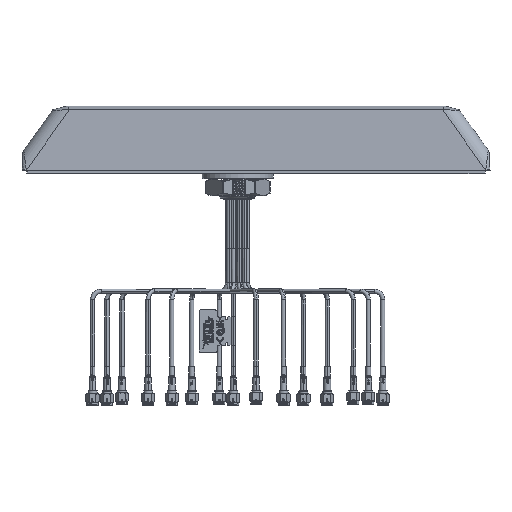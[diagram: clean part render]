
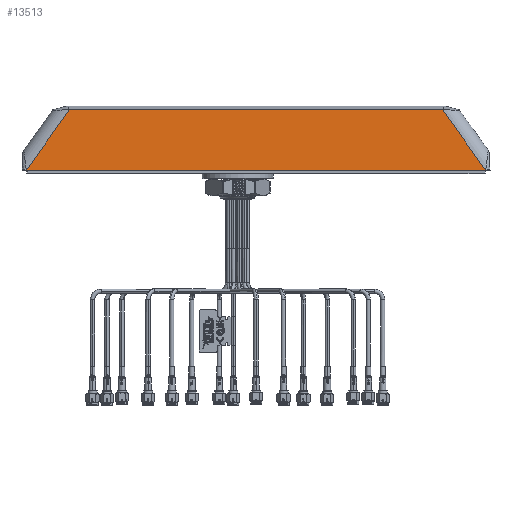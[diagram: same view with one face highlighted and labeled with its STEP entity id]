
A CAD part, top view. The second image highlights one B-rep face of the part: STEP entity #13513.
In plain terms, the highlighted planar face has unit normal (0, 0.052, 0.999).
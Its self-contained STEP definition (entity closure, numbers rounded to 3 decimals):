
#495 = VECTOR ( 'NONE', #76815, 1000. ) ;
#2226 = CARTESIAN_POINT ( 'NONE',  ( -165., 0., 37.75 ) ) ;
#5511 = DIRECTION ( 'NONE',  ( 0.584, 0.811, -0.042 ) ) ;
#12831 = LINE ( 'NONE', #61556, #102230 ) ;
#13513 = ADVANCED_FACE ( 'NONE', ( #40518 ), #97218, .F. ) ;
#13695 = DIRECTION ( 'NONE',  ( 0., 0.999, -0.052 ) ) ;
#15761 = EDGE_CURVE ( 'NONE', #29060, #56624, #27945, .T. ) ;
#16059 = VECTOR ( 'NONE', #61511, 1000. ) ;
#20125 = VECTOR ( 'NONE', #61552, 1000. ) ;
#22345 = EDGE_LOOP ( 'NONE', ( #41823, #81830, #44471, #46983, #67921, #78112 ) ) ;
#27795 = EDGE_CURVE ( 'NONE', #86568, #48411, #35492, .T. ) ;
#27945 = LINE ( 'NONE', #29748, #32804 ) ;
#28497 = EDGE_CURVE ( 'NONE', #67493, #116514, #12831, .T. ) ;
#29060 = VERTEX_POINT ( 'NONE', #110766 ) ;
#29748 = CARTESIAN_POINT ( 'NONE',  ( -165., -0.2, 37.76 ) ) ;
#30636 = CARTESIAN_POINT ( 'NONE',  ( 162.012, -0.156, 37.758 ) ) ;
#32804 = VECTOR ( 'NONE', #47432, 1000. ) ;
#35492 = LINE ( 'NONE', #73863, #53484 ) ;
#38560 = CARTESIAN_POINT ( 'NONE',  ( -131.49, 42.282, 35.534 ) ) ;
#40518 = FACE_OUTER_BOUND ( 'NONE', #22345, .T. ) ;
#40764 = EDGE_CURVE ( 'NONE', #29060, #67493, #82487, .T. ) ;
#41823 = ORIENTED_EDGE ( 'NONE', *, *, #27795, .T. ) ;
#44471 = ORIENTED_EDGE ( 'NONE', *, *, #28497, .F. ) ;
#46983 = ORIENTED_EDGE ( 'NONE', *, *, #40764, .F. ) ;
#47432 = DIRECTION ( 'NONE',  ( 1., 0., 0. ) ) ;
#48288 = CARTESIAN_POINT ( 'NONE',  ( 131.49, 42.282, 35.534 ) ) ;
#48411 = VERTEX_POINT ( 'NONE', #48288 ) ;
#49468 = EDGE_CURVE ( 'NONE', #56624, #86568, #58643, .T. ) ;
#53484 = VECTOR ( 'NONE', #55578, 1000. ) ;
#55578 = DIRECTION ( 'NONE',  ( -0.584, 0.811, -0.042 ) ) ;
#56624 = VERTEX_POINT ( 'NONE', #102963 ) ;
#57355 = AXIS2_PLACEMENT_3D ( 'NONE', #2226, #57635, #13695 ) ;
#57635 = DIRECTION ( 'NONE',  ( 0., -0.052, -0.999 ) ) ;
#58643 = LINE ( 'NONE', #30636, #16059 ) ;
#61511 = DIRECTION ( 'NONE',  ( -0.052, 0.997, -0.052 ) ) ;
#61552 = DIRECTION ( 'NONE',  ( 0.052, 0.997, -0.052 ) ) ;
#61556 = CARTESIAN_POINT ( 'NONE',  ( -162.979, -1.451, 37.826 ) ) ;
#66448 = CARTESIAN_POINT ( 'NONE',  ( -162.012, -0.156, 37.758 ) ) ;
#67493 = VERTEX_POINT ( 'NONE', #110928 ) ;
#67921 = ORIENTED_EDGE ( 'NONE', *, *, #15761, .T. ) ;
#73863 = CARTESIAN_POINT ( 'NONE',  ( 162.979, -1.451, 37.826 ) ) ;
#75039 = LINE ( 'NONE', #84115, #495 ) ;
#76815 = DIRECTION ( 'NONE',  ( 1., 0., 0. ) ) ;
#78112 = ORIENTED_EDGE ( 'NONE', *, *, #49468, .T. ) ;
#81830 = ORIENTED_EDGE ( 'NONE', *, *, #116867, .F. ) ;
#82487 = LINE ( 'NONE', #66448, #20125 ) ;
#84115 = CARTESIAN_POINT ( 'NONE',  ( -165., 42.282, 35.534 ) ) ;
#86568 = VERTEX_POINT ( 'NONE', #115110 ) ;
#97218 = PLANE ( 'NONE',  #57355 ) ;
#102230 = VECTOR ( 'NONE', #5511, 1000. ) ;
#102963 = CARTESIAN_POINT ( 'NONE',  ( 162.015, -0.2, 37.76 ) ) ;
#110766 = CARTESIAN_POINT ( 'NONE',  ( -162.015, -0.2, 37.76 ) ) ;
#110928 = CARTESIAN_POINT ( 'NONE',  ( -162.01, -0.106, 37.756 ) ) ;
#115110 = CARTESIAN_POINT ( 'NONE',  ( 162.01, -0.106, 37.756 ) ) ;
#116514 = VERTEX_POINT ( 'NONE', #38560 ) ;
#116867 = EDGE_CURVE ( 'NONE', #116514, #48411, #75039, .T. ) ;
